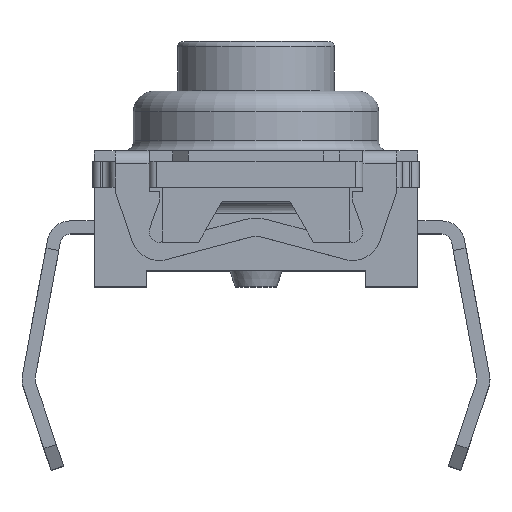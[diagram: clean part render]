
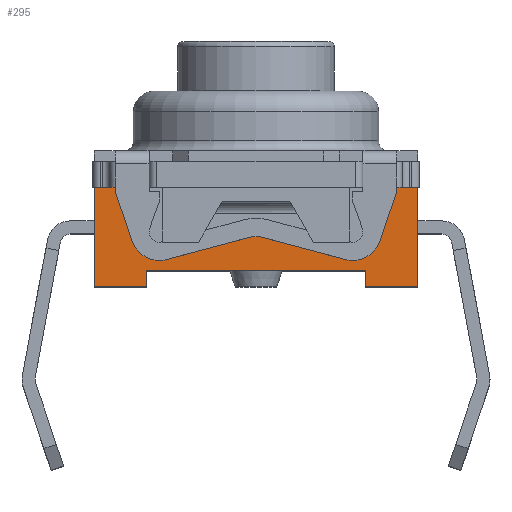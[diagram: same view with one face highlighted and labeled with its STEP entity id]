
A CAD part, top view. The second image highlights one B-rep face of the part: STEP entity #295.
In plain terms, the highlighted planar face has unit normal (0, 0, 1).
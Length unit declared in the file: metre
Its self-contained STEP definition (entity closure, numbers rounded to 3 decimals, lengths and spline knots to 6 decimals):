
#295 = ADVANCED_FACE( '', ( #973 ), #974, .T. );
#973 = FACE_OUTER_BOUND( '', #1814, .T. );
#974 = PLANE( '', #1815 );
#1814 = EDGE_LOOP( '', ( #4206, #4207, #4208, #4209, #4210, #4211, #4212, #4213, #4214, #4215, #4216, #4217, #4218, #4219, #4220, #4221, #4222, #4223, #4224, #4225 ) );
#1815 = AXIS2_PLACEMENT_3D( '', #4226, #4227, #4228 );
#4206 = ORIENTED_EDGE( '', *, *, #6442, .T. );
#4207 = ORIENTED_EDGE( '', *, *, #6443, .F. );
#4208 = ORIENTED_EDGE( '', *, *, #5598, .T. );
#4209 = ORIENTED_EDGE( '', *, *, #5610, .T. );
#4210 = ORIENTED_EDGE( '', *, *, #6444, .F. );
#4211 = ORIENTED_EDGE( '', *, *, #6075, .T. );
#4212 = ORIENTED_EDGE( '', *, *, #6445, .F. );
#4213 = ORIENTED_EDGE( '', *, *, #5995, .F. );
#4214 = ORIENTED_EDGE( '', *, *, #6446, .F. );
#4215 = ORIENTED_EDGE( '', *, *, #5569, .F. );
#4216 = ORIENTED_EDGE( '', *, *, #5555, .T. );
#4217 = ORIENTED_EDGE( '', *, *, #5829, .T. );
#4218 = ORIENTED_EDGE( '', *, *, #5832, .F. );
#4219 = ORIENTED_EDGE( '', *, *, #6447, .F. );
#4220 = ORIENTED_EDGE( '', *, *, #6416, .F. );
#4221 = ORIENTED_EDGE( '', *, *, #5979, .F. );
#4222 = ORIENTED_EDGE( '', *, *, #6317, .T. );
#4223 = ORIENTED_EDGE( '', *, *, #6327, .F. );
#4224 = ORIENTED_EDGE( '', *, *, #5769, .F. );
#4225 = ORIENTED_EDGE( '', *, *, #6440, .T. );
#4226 = CARTESIAN_POINT( '', ( 0.0031, 0., 0.0028 ) );
#4227 = DIRECTION( '', ( 0., 0., 1. ) );
#4228 = DIRECTION( '', ( 1., 0., 0. ) );
#5555 = EDGE_CURVE( '', #6685, #6686, #6687, .T. );
#5569 = EDGE_CURVE( '', #6685, #6710, #6711, .T. );
#5598 = EDGE_CURVE( '', #6766, #6764, #6767, .T. );
#5610 = EDGE_CURVE( '', #6764, #6785, #6787, .T. );
#5769 = EDGE_CURVE( '', #7093, #7088, #7095, .T. );
#5829 = EDGE_CURVE( '', #6686, #7205, #7207, .T. );
#5832 = EDGE_CURVE( '', #7210, #7205, #7212, .T. );
#5979 = EDGE_CURVE( '', #7481, #7476, #7483, .T. );
#5995 = EDGE_CURVE( '', #7508, #7504, #7510, .T. );
#6075 = EDGE_CURVE( '', #7640, #7645, #7647, .T. );
#6317 = EDGE_CURVE( '', #7481, #8038, #8040, .T. );
#6327 = EDGE_CURVE( '', #7088, #8038, #8054, .T. );
#6416 = EDGE_CURVE( '', #7476, #8180, #8182, .T. );
#6440 = EDGE_CURVE( '', #7093, #8217, #8219, .T. );
#6442 = EDGE_CURVE( '', #8217, #8220, #8222, .T. );
#6443 = EDGE_CURVE( '', #6766, #8220, #8223, .T. );
#6444 = EDGE_CURVE( '', #7640, #6785, #8224, .T. );
#6445 = EDGE_CURVE( '', #7504, #7645, #8225, .T. );
#6446 = EDGE_CURVE( '', #6710, #7508, #8226, .T. );
#6447 = EDGE_CURVE( '', #8180, #7210, #8227, .T. );
#6685 = VERTEX_POINT( '', #8540 );
#6686 = VERTEX_POINT( '', #8541 );
#6687 = LINE( '', #8542, #8543 );
#6710 = VERTEX_POINT( '', #8575 );
#6711 = LINE( '', #8576, #8577 );
#6764 = VERTEX_POINT( '', #8654 );
#6766 = VERTEX_POINT( '', #8657 );
#6767 = LINE( '', #8658, #8659 );
#6785 = VERTEX_POINT( '', #8687 );
#6787 = LINE( '', #8690, #8691 );
#7088 = VERTEX_POINT( '', #9117 );
#7093 = VERTEX_POINT( '', #9123 );
#7095 = CIRCLE( '', #9126, 0.0005 );
#7205 = VERTEX_POINT( '', #9281 );
#7207 = LINE( '', #9284, #9285 );
#7210 = VERTEX_POINT( '', #9289 );
#7212 = LINE( '', #9292, #9293 );
#7476 = VERTEX_POINT( '', #9698 );
#7481 = VERTEX_POINT( '', #9705 );
#7483 = LINE( '', #9708, #9709 );
#7504 = VERTEX_POINT( '', #9742 );
#7508 = VERTEX_POINT( '', #9748 );
#7510 = LINE( '', #9751, #9752 );
#7640 = VERTEX_POINT( '', #9948 );
#7645 = VERTEX_POINT( '', #9955 );
#7647 = LINE( '', #9958, #9959 );
#8038 = VERTEX_POINT( '', #10569 );
#8040 = CIRCLE( '', #10572, 0.0005 );
#8054 = LINE( '', #10591, #10592 );
#8180 = VERTEX_POINT( '', #10791 );
#8182 = CIRCLE( '', #10794, 0.0005 );
#8217 = VERTEX_POINT( '', #10846 );
#8219 = CIRCLE( '', #10849, 0.00055 );
#8220 = VERTEX_POINT( '', #10850 );
#8222 = LINE( '', #10853, #10854 );
#8223 = LINE( '', #10855, #10856 );
#8224 = LINE( '', #10857, #10858 );
#8225 = LINE( '', #10859, #10860 );
#8226 = LINE( '', #10861, #10862 );
#8227 = CIRCLE( '', #10863, 0.00055 );
#8540 = CARTESIAN_POINT( '', ( 0.0031, 0., 0.0028 ) );
#8541 = CARTESIAN_POINT( '', ( 0.0027, 0., 0.0028 ) );
#8542 = CARTESIAN_POINT( '', ( 0.0031, 0., 0.0028 ) );
#8543 = VECTOR( '', #11257, 1. );
#8575 = CARTESIAN_POINT( '', ( 0.0031, -0.0019, 0.0028 ) );
#8576 = CARTESIAN_POINT( '', ( 0.0031, 0., 0.0028 ) );
#8577 = VECTOR( '', #11279, 1. );
#8654 = CARTESIAN_POINT( '', ( -0.0031, 0., 0.0028 ) );
#8657 = CARTESIAN_POINT( '', ( -0.0027, 0., 0.0028 ) );
#8658 = CARTESIAN_POINT( '', ( -0.0027, 0., 0.0028 ) );
#8659 = VECTOR( '', #11314, 1. );
#8687 = CARTESIAN_POINT( '', ( -0.0031, -0.0019, 0.0028 ) );
#8690 = CARTESIAN_POINT( '', ( -0.0031, 0., 0.0028 ) );
#8691 = VECTOR( '', #11326, 1. );
#9117 = CARTESIAN_POINT( '', ( -0.001721, -0.001383, 0.0028 ) );
#9123 = CARTESIAN_POINT( '', ( -0.00185, -0.0014, 0.0028 ) );
#9126 = AXIS2_PLACEMENT_3D( '', #11547, #11548, #11549 );
#9281 = CARTESIAN_POINT( '', ( 0.0027, -0.000071, 0.0028 ) );
#9284 = CARTESIAN_POINT( '', ( 0.0027, 0., 0.0028 ) );
#9285 = VECTOR( '', #11635, 1. );
#9289 = CARTESIAN_POINT( '', ( 0.00237, -0.001029, 0.0028 ) );
#9292 = CARTESIAN_POINT( '', ( 0.00237, -0.001029, 0.0028 ) );
#9293 = VECTOR( '', #11638, 1. );
#9698 = CARTESIAN_POINT( '', ( 0.001721, -0.001383, 0.0028 ) );
#9705 = CARTESIAN_POINT( '', ( 0.000129, -0.000957, 0.0028 ) );
#9708 = CARTESIAN_POINT( '', ( 0.000129, -0.000957, 0.0028 ) );
#9709 = VECTOR( '', #11807, 1. );
#9742 = CARTESIAN_POINT( '', ( 0.0021, -0.0016, 0.0028 ) );
#9748 = CARTESIAN_POINT( '', ( 0.0021, -0.0019, 0.0028 ) );
#9751 = CARTESIAN_POINT( '', ( 0.0021, -0.0019, 0.0028 ) );
#9752 = VECTOR( '', #11823, 1. );
#9948 = CARTESIAN_POINT( '', ( -0.0021, -0.0019, 0.0028 ) );
#9955 = CARTESIAN_POINT( '', ( -0.0021, -0.0016, 0.0028 ) );
#9958 = CARTESIAN_POINT( '', ( -0.0021, -0.0019, 0.0028 ) );
#9959 = VECTOR( '', #11923, 1. );
#10569 = CARTESIAN_POINT( '', ( -0.000129, -0.000957, 0.0028 ) );
#10572 = AXIS2_PLACEMENT_3D( '', #12234, #12235, #12236 );
#10591 = CARTESIAN_POINT( '', ( -0.001721, -0.001383, 0.0028 ) );
#10592 = VECTOR( '', #12254, 1. );
#10791 = CARTESIAN_POINT( '', ( 0.00185, -0.0014, 0.0028 ) );
#10794 = AXIS2_PLACEMENT_3D( '', #12375, #12376, #12377 );
#10846 = CARTESIAN_POINT( '', ( -0.00237, -0.001029, 0.0028 ) );
#10849 = AXIS2_PLACEMENT_3D( '', #12411, #12412, #12413 );
#10850 = CARTESIAN_POINT( '', ( -0.0027, -0.000071, 0.0028 ) );
#10853 = CARTESIAN_POINT( '', ( -0.00237, -0.001029, 0.0028 ) );
#10854 = VECTOR( '', #12415, 1. );
#10855 = CARTESIAN_POINT( '', ( -0.0027, 0., 0.0028 ) );
#10856 = VECTOR( '', #12416, 1. );
#10857 = CARTESIAN_POINT( '', ( -0.0021, -0.0019, 0.0028 ) );
#10858 = VECTOR( '', #12417, 1. );
#10859 = CARTESIAN_POINT( '', ( 0.0021, -0.0016, 0.0028 ) );
#10860 = VECTOR( '', #12418, 1. );
#10861 = CARTESIAN_POINT( '', ( 0.0031, -0.0019, 0.0028 ) );
#10862 = VECTOR( '', #12419, 1. );
#10863 = AXIS2_PLACEMENT_3D( '', #12420, #12421, #12422 );
#11257 = DIRECTION( '', ( -1., 0., 0. ) );
#11279 = DIRECTION( '', ( 0., -1., 0. ) );
#11314 = DIRECTION( '', ( -1., 0., 0. ) );
#11326 = DIRECTION( '', ( 0., -1., 0. ) );
#11547 = CARTESIAN_POINT( '', ( -0.00185, -0.0009, 0.0028 ) );
#11548 = DIRECTION( '', ( 0., 0., 1. ) );
#11549 = DIRECTION( '', ( 0., -1., 0. ) );
#11635 = DIRECTION( '', ( 0., -1., 0. ) );
#11638 = DIRECTION( '', ( 0.326, 0.946, 0. ) );
#11807 = DIRECTION( '', ( 0.966, -0.259, 0. ) );
#11823 = DIRECTION( '', ( 0., 1., 0. ) );
#11923 = DIRECTION( '', ( 0., 1., 0. ) );
#12234 = CARTESIAN_POINT( '', ( 0., -0.00144, 0.0028 ) );
#12235 = DIRECTION( '', ( 0., 0., 1. ) );
#12236 = DIRECTION( '', ( 0.259, 0.966, 0. ) );
#12254 = DIRECTION( '', ( 0.966, 0.259, 0. ) );
#12375 = CARTESIAN_POINT( '', ( 0.00185, -0.0009, 0.0028 ) );
#12376 = DIRECTION( '', ( 0., 0., 1. ) );
#12377 = DIRECTION( '', ( -0.259, -0.966, 0. ) );
#12411 = CARTESIAN_POINT( '', ( -0.00185, -0.00085, 0.0028 ) );
#12412 = DIRECTION( '', ( 0., 0., -1. ) );
#12413 = DIRECTION( '', ( 0., -1., 0. ) );
#12415 = DIRECTION( '', ( -0.326, 0.946, 0. ) );
#12416 = DIRECTION( '', ( 0., -1., 0. ) );
#12417 = DIRECTION( '', ( -1., 0., 0. ) );
#12418 = DIRECTION( '', ( -1., 0., 0. ) );
#12419 = DIRECTION( '', ( -1., 0., 0. ) );
#12420 = CARTESIAN_POINT( '', ( 0.00185, -0.00085, 0.0028 ) );
#12421 = DIRECTION( '', ( 0., 0., 1. ) );
#12422 = DIRECTION( '', ( 0., -1., 0. ) );
